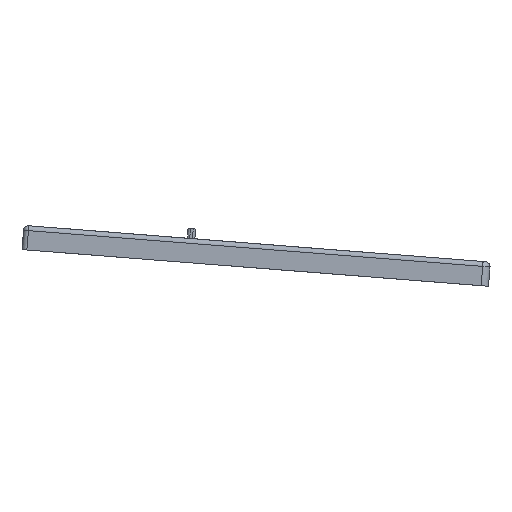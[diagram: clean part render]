
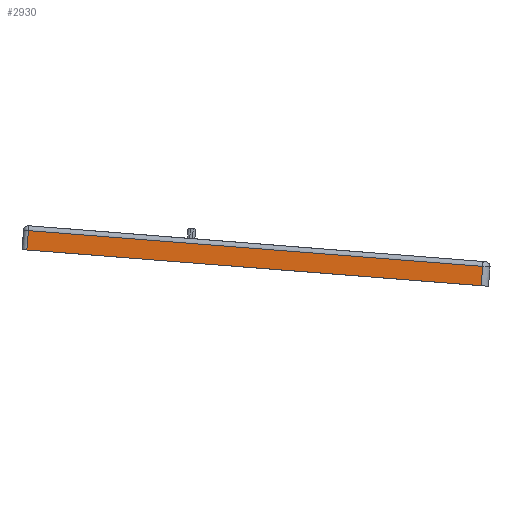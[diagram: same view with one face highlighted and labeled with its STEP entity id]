
A CAD part, left-side view. The second image highlights one B-rep face of the part: STEP entity #2930.
In plain terms, the highlighted planar face has unit normal (-1, 0, 0).
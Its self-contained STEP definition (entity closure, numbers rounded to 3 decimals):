
#404=FACE_OUTER_BOUND('',#590,.T.);
#590=EDGE_LOOP('',(#2673,#2674,#2675,#2676));
#648=LINE('',#4270,#930);
#654=LINE('',#4302,#936);
#656=LINE('',#4308,#938);
#658=LINE('',#4314,#940);
#930=VECTOR('',#3348,10.);
#936=VECTOR('',#3380,10.);
#938=VECTOR('',#3386,10.);
#940=VECTOR('',#3394,10.);
#1235=VERTEX_POINT('',#4267);
#1236=VERTEX_POINT('',#4269);
#1248=VERTEX_POINT('',#4299);
#1251=VERTEX_POINT('',#4306);
#1512=EDGE_CURVE('',#1235,#1236,#648,.T.);
#1528=EDGE_CURVE('',#1248,#1235,#654,.T.);
#1531=EDGE_CURVE('',#1251,#1248,#656,.T.);
#1535=EDGE_CURVE('',#1236,#1251,#658,.T.);
#2673=ORIENTED_EDGE('',*,*,#1512,.F.);
#2674=ORIENTED_EDGE('',*,*,#1528,.F.);
#2675=ORIENTED_EDGE('',*,*,#1531,.F.);
#2676=ORIENTED_EDGE('',*,*,#1535,.F.);
#2768=PLANE('',#3226);
#2930=ADVANCED_FACE('',(#404),#2768,.T.);
#3226=AXIS2_PLACEMENT_3D('',#4967,#4097,#4098);
#3348=DIRECTION('',(0.,0.997,0.078));
#3380=DIRECTION('',(0.,0.078,-0.997));
#3386=DIRECTION('',(0.,-0.997,-0.078));
#3394=DIRECTION('',(0.,-0.078,0.997));
#4097=DIRECTION('center_axis',(-1.,0.,0.));
#4098=DIRECTION('ref_axis',(0.,-0.997,-0.078));
#4267=CARTESIAN_POINT('',(-206.546,296.675,112.636));
#4269=CARTESIAN_POINT('',(-206.546,482.101,127.229));
#4270=CARTESIAN_POINT('',(-206.546,436.774,123.662));
#4299=CARTESIAN_POINT('',(-206.546,296.055,120.511));
#4302=CARTESIAN_POINT('',(-206.546,296.624,113.284));
#4306=CARTESIAN_POINT('',(-206.546,481.481,135.105));
#4308=CARTESIAN_POINT('',(-206.546,436.109,131.534));
#4314=CARTESIAN_POINT('',(-206.546,482.05,127.877));
#4967=CARTESIAN_POINT('Origin',(-206.546,484.744,118.811));
